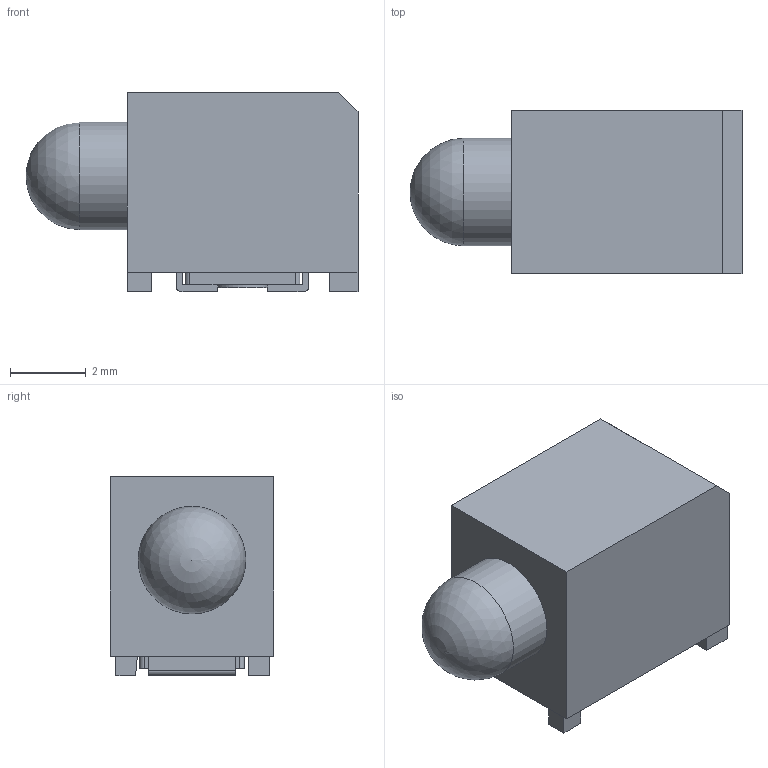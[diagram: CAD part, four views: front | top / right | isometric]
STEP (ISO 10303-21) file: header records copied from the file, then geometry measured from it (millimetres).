
FILE_DESCRIPTION(/* description */ (''),/* implementation_level */ '2;1');
FILE_NAME(/* name */ 'LED_DIALIGHT_591-2304-0.stp',/* time_stamp */ '2016-04-29T14:23:49+02:00',/* author */ ('riccim'),/* organization */ (''),/* preprocessor_version */ 'ST-DEVELOPER v15.5',/* originating_system */ 'AutoCAD Mechanical',/* authorisation */ '');
FILE_SCHEMA (('AUTOMOTIVE_DESIGN { 1 0 10303 214 3 1 1 }'));
Length unit declared in the file: millimetre
Products named in the file (1): Product
Bounding box: 8.77 x 4.32 x 5.26 mm (x, y, z)
Volume: 143.4 mm3; surface area: 228 mm2
Topology: 10 solids, 10 shells, 68 faces, 146 edges, 97 vertices
Faces by surface type: plane 57, cylinder 10, sphere 1
Full cylindrical faces by diameter (mm): 1.398 x1, 2.84 x1
Entity records: 1835 total; most frequent: CARTESIAN_POINT 307, DIRECTION 300, ORIENTED_EDGE 284, EDGE_CURVE 142, LINE 122, VECTOR 122, VERTEX_POINT 96, AXIS2_PLACEMENT_3D 89
